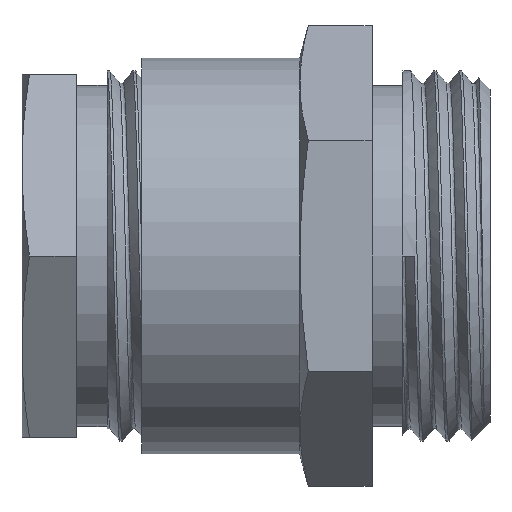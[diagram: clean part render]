
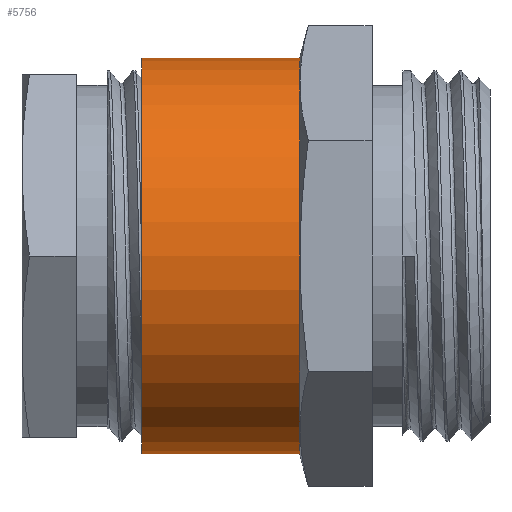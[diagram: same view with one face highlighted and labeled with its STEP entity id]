
A CAD part, left-side view. The second image highlights one B-rep face of the part: STEP entity #5756.
In plain terms, the highlighted cylindrical face has radius 10.9 mm (diameter 21.8 mm), a partial arc.
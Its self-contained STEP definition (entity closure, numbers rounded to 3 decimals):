
#54 = CARTESIAN_POINT ( 'NONE',  ( 0., -0.7, 0. ) ) ;
#202 = DIRECTION ( 'NONE',  ( 0., 0., 1. ) ) ;
#329 = VECTOR ( 'NONE', #2459, 1000. ) ;
#483 = ORIENTED_EDGE ( 'NONE', *, *, #7473, .T. ) ;
#616 = ORIENTED_EDGE ( 'NONE', *, *, #3326, .F. ) ;
#1234 = FACE_OUTER_BOUND ( 'NONE', #3242, .T. ) ;
#1642 = CARTESIAN_POINT ( 'NONE',  ( 0., 8., 0. ) ) ;
#1809 = CARTESIAN_POINT ( 'NONE',  ( 0., -0.7, 10.9 ) ) ;
#1857 = DIRECTION ( 'NONE',  ( 0., 0., 1. ) ) ;
#1874 = CYLINDRICAL_SURFACE ( 'NONE', #7308, 10.9 ) ;
#1949 = CARTESIAN_POINT ( 'NONE',  ( 0., -0.7, 0. ) ) ;
#2346 = CARTESIAN_POINT ( 'NONE',  ( 0., -0.7, -10.9 ) ) ;
#2459 = DIRECTION ( 'NONE',  ( 0., 1., 0. ) ) ;
#3017 = LINE ( 'NONE', #2346, #329 ) ;
#3242 = EDGE_LOOP ( 'NONE', ( #616, #3440, #6170, #483 ) ) ;
#3295 = VERTEX_POINT ( 'NONE', #6342 ) ;
#3326 = EDGE_CURVE ( 'NONE', #6556, #3295, #3017, .T. ) ;
#3425 = VERTEX_POINT ( 'NONE', #1809 ) ;
#3440 = ORIENTED_EDGE ( 'NONE', *, *, #6639, .T. ) ;
#3502 = CARTESIAN_POINT ( 'NONE',  ( 0., 8., 10.9 ) ) ;
#4169 = DIRECTION ( 'NONE',  ( 0., 1., 0. ) ) ;
#4238 = DIRECTION ( 'NONE',  ( 0., 0., 1. ) ) ;
#4484 = EDGE_CURVE ( 'NONE', #3425, #4799, #5702, .T. ) ;
#4623 = VECTOR ( 'NONE', #4885, 1000. ) ;
#4726 = CARTESIAN_POINT ( 'NONE',  ( 0., -0.7, -10.9 ) ) ;
#4799 = VERTEX_POINT ( 'NONE', #3502 ) ;
#4885 = DIRECTION ( 'NONE',  ( 0., 1., 0. ) ) ;
#4991 = CIRCLE ( 'NONE', #5965, 10.9 ) ;
#5120 = DIRECTION ( 'NONE',  ( 0., -1., 0. ) ) ;
#5702 = LINE ( 'NONE', #7097, #4623 ) ;
#5731 = CIRCLE ( 'NONE', #6572, 10.9 ) ;
#5756 = ADVANCED_FACE ( 'NONE', ( #1234 ), #1874, .T. ) ;
#5965 = AXIS2_PLACEMENT_3D ( 'NONE', #1642, #5120, #202 ) ;
#6170 = ORIENTED_EDGE ( 'NONE', *, *, #4484, .T. ) ;
#6342 = CARTESIAN_POINT ( 'NONE',  ( 0., 8., -10.9 ) ) ;
#6556 = VERTEX_POINT ( 'NONE', #4726 ) ;
#6572 = AXIS2_PLACEMENT_3D ( 'NONE', #54, #7051, #1857 ) ;
#6639 = EDGE_CURVE ( 'NONE', #6556, #3425, #5731, .T. ) ;
#7051 = DIRECTION ( 'NONE',  ( 0., 1., 0. ) ) ;
#7097 = CARTESIAN_POINT ( 'NONE',  ( 0., -0.7, 10.9 ) ) ;
#7308 = AXIS2_PLACEMENT_3D ( 'NONE', #1949, #4169, #4238 ) ;
#7473 = EDGE_CURVE ( 'NONE', #4799, #3295, #4991, .T. ) ;
